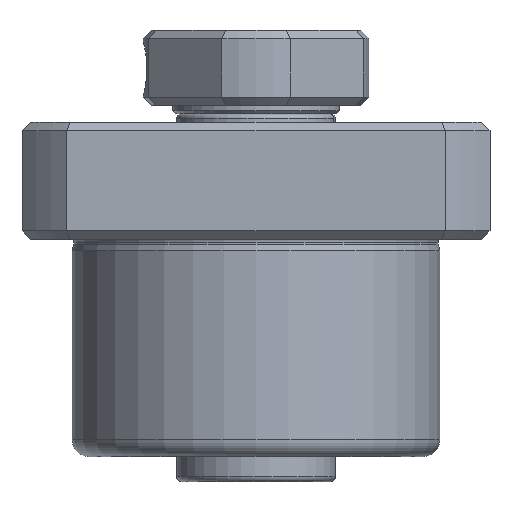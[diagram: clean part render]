
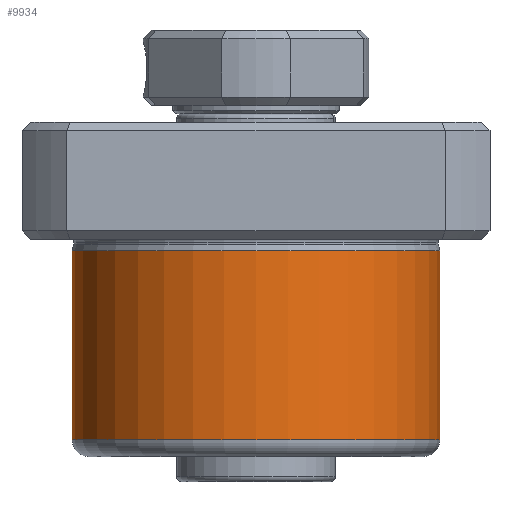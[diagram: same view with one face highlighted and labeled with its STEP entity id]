
A CAD part, front view. The second image highlights one B-rep face of the part: STEP entity #9934.
In plain terms, the highlighted cylindrical face has radius 11 mm (diameter 22 mm), a partial arc.
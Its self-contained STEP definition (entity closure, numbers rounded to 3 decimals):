
#275 = CARTESIAN_POINT ( 'NONE',  ( -11., 0., -9. ) ) ;
#338 = VERTEX_POINT ( 'NONE', #4000 ) ;
#1089 = DIRECTION ( 'NONE',  ( 0., 0., 1. ) ) ;
#1274 = EDGE_CURVE ( 'NONE', #5026, #338, #5644, .T. ) ;
#1407 = AXIS2_PLACEMENT_3D ( 'NONE', #6581, #1089, #7499 ) ;
#1857 = EDGE_CURVE ( 'NONE', #4043, #338, #10536, .T. ) ;
#2845 = CARTESIAN_POINT ( 'NONE',  ( 0., 0., 10. ) ) ;
#2929 = CIRCLE ( 'NONE', #6448, 11. ) ;
#3249 = CARTESIAN_POINT ( 'NONE',  ( -11., 0., 2.327 ) ) ;
#3373 = CARTESIAN_POINT ( 'NONE',  ( -11., 0., 10. ) ) ;
#3797 = DIRECTION ( 'NONE',  ( 1., 0., 0. ) ) ;
#4000 = CARTESIAN_POINT ( 'NONE',  ( 11., 0., 2.327 ) ) ;
#4043 = VERTEX_POINT ( 'NONE', #11191 ) ;
#5026 = VERTEX_POINT ( 'NONE', #3249 ) ;
#5027 = DIRECTION ( 'NONE',  ( 0., 0., 1. ) ) ;
#5644 = CIRCLE ( 'NONE', #1407, 11. ) ;
#5906 = VECTOR ( 'NONE', #7285, 1000. ) ;
#5999 = EDGE_CURVE ( 'NONE', #9548, #5026, #7257, .T. ) ;
#6448 = AXIS2_PLACEMENT_3D ( 'NONE', #10569, #5027, #11503 ) ;
#6581 = CARTESIAN_POINT ( 'NONE',  ( 0., 0., 2.327 ) ) ;
#6665 = EDGE_CURVE ( 'NONE', #9548, #4043, #2929, .T. ) ;
#6858 = AXIS2_PLACEMENT_3D ( 'NONE', #2845, #7471, #3797 ) ;
#7257 = LINE ( 'NONE', #3373, #7818 ) ;
#7285 = DIRECTION ( 'NONE',  ( 0., 0., 1. ) ) ;
#7471 = DIRECTION ( 'NONE',  ( 0., 0., 1. ) ) ;
#7480 = CYLINDRICAL_SURFACE ( 'NONE', #6858, 11. ) ;
#7499 = DIRECTION ( 'NONE',  ( 1., 0., 0. ) ) ;
#7818 = VECTOR ( 'NONE', #9809, 1000. ) ;
#9048 = ORIENTED_EDGE ( 'NONE', *, *, #1857, .T. ) ;
#9079 = ORIENTED_EDGE ( 'NONE', *, *, #5999, .F. ) ;
#9378 = ORIENTED_EDGE ( 'NONE', *, *, #6665, .T. ) ;
#9548 = VERTEX_POINT ( 'NONE', #275 ) ;
#9809 = DIRECTION ( 'NONE',  ( 0., 0., 1. ) ) ;
#9934 = ADVANCED_FACE ( 'NONE', ( #10219 ), #7480, .T. ) ;
#10093 = CARTESIAN_POINT ( 'NONE',  ( 11., 0., 10. ) ) ;
#10219 = FACE_OUTER_BOUND ( 'NONE', #11376, .T. ) ;
#10247 = ORIENTED_EDGE ( 'NONE', *, *, #1274, .F. ) ;
#10536 = LINE ( 'NONE', #10093, #5906 ) ;
#10569 = CARTESIAN_POINT ( 'NONE',  ( 0., 0., -9. ) ) ;
#11191 = CARTESIAN_POINT ( 'NONE',  ( 11., 0., -9. ) ) ;
#11376 = EDGE_LOOP ( 'NONE', ( #9079, #9378, #9048, #10247 ) ) ;
#11503 = DIRECTION ( 'NONE',  ( 1., 0., 0. ) ) ;
